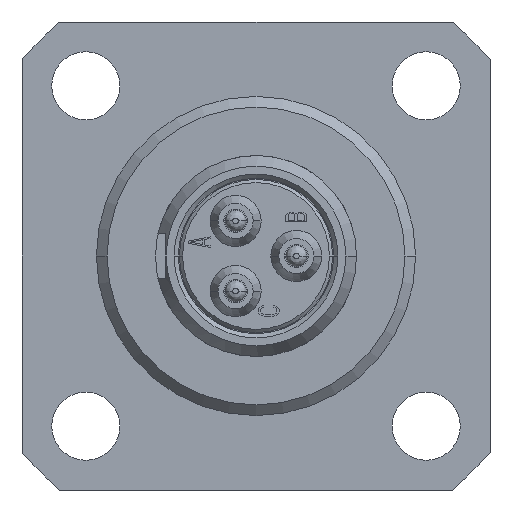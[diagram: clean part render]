
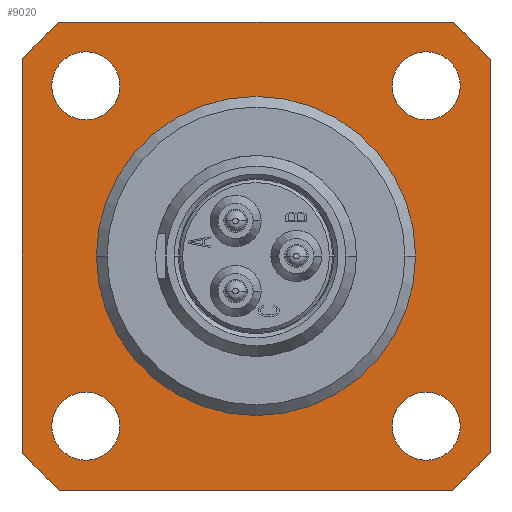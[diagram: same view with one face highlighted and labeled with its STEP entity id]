
A CAD part, left-side view. The second image highlights one B-rep face of the part: STEP entity #9020.
In plain terms, the highlighted planar face has unit normal (-1, 0, 0).
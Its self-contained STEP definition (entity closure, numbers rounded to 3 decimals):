
#350=CARTESIAN_POINT('',(-0.5,0.,0.));
#351=DIRECTION('',(1.,0.,0.));
#352=DIRECTION('',(0.,1.,0.));
#353=AXIS2_PLACEMENT_3D('',#350,#351,#352);
#363=CARTESIAN_POINT('',(-0.5,0.,0.));
#364=DIRECTION('',(1.,0.,0.));
#365=DIRECTION('',(0.,-1.,0.));
#366=AXIS2_PLACEMENT_3D('',#363,#364,#365);
#368=DIRECTION('',(0.,1.,0.));
#369=VECTOR('',#368,18.431);
#370=CARTESIAN_POINT('',(-0.5,-9.215,11.));
#371=LINE('897',#370,#369);
#372=CARTESIAN_POINT('',(-0.5,0.,0.));
#373=DIRECTION('',(1.,0.,0.));
#374=DIRECTION('',(0.,-0.642,0.767));
#375=AXIS2_PLACEMENT_3D('',#372,#373,#374);
#377=DIRECTION('',(0.,0.,1.));
#378=VECTOR('',#377,18.431);
#379=CARTESIAN_POINT('',(-0.5,-11.,-9.215));
#380=LINE('898',#379,#378);
#381=CARTESIAN_POINT('',(-0.5,0.,0.));
#382=DIRECTION('',(1.,0.,0.));
#383=DIRECTION('',(0.,-0.767,-0.642));
#384=AXIS2_PLACEMENT_3D('',#381,#382,#383);
#386=DIRECTION('',(0.,-1.,0.));
#387=VECTOR('',#386,18.431);
#388=CARTESIAN_POINT('',(-0.5,9.215,-11.));
#389=LINE('899',#388,#387);
#390=CARTESIAN_POINT('',(-0.5,0.,0.));
#391=DIRECTION('',(1.,0.,0.));
#392=DIRECTION('',(0.,0.642,-0.767));
#393=AXIS2_PLACEMENT_3D('',#390,#391,#392);
#395=DIRECTION('',(0.,0.,-1.));
#396=VECTOR('',#395,18.431);
#397=CARTESIAN_POINT('',(-0.5,11.,9.215));
#398=LINE('900',#397,#396);
#399=CARTESIAN_POINT('',(-0.5,0.,0.));
#400=DIRECTION('',(1.,0.,0.));
#401=DIRECTION('',(0.,0.767,0.642));
#402=AXIS2_PLACEMENT_3D('',#399,#400,#401);
#404=CARTESIAN_POINT('',(-0.5,8.,-8.));
#405=DIRECTION('',(-1.,0.,0.));
#406=DIRECTION('',(0.,0.,-1.));
#407=AXIS2_PLACEMENT_3D('',#404,#405,#406);
#409=CARTESIAN_POINT('',(-0.5,8.,-8.));
#410=DIRECTION('',(-1.,0.,0.));
#411=DIRECTION('',(0.,0.,1.));
#412=AXIS2_PLACEMENT_3D('',#409,#410,#411);
#414=CARTESIAN_POINT('',(-0.5,8.,8.));
#415=DIRECTION('',(-1.,0.,0.));
#416=DIRECTION('',(0.,0.,-1.));
#417=AXIS2_PLACEMENT_3D('',#414,#415,#416);
#419=CARTESIAN_POINT('',(-0.5,8.,8.));
#420=DIRECTION('',(-1.,0.,0.));
#421=DIRECTION('',(0.,0.,1.));
#422=AXIS2_PLACEMENT_3D('',#419,#420,#421);
#424=CARTESIAN_POINT('',(-0.5,-8.,-8.));
#425=DIRECTION('',(-1.,0.,0.));
#426=DIRECTION('',(0.,0.,-1.));
#427=AXIS2_PLACEMENT_3D('',#424,#425,#426);
#429=CARTESIAN_POINT('',(-0.5,-8.,-8.));
#430=DIRECTION('',(-1.,0.,0.));
#431=DIRECTION('',(0.,0.,1.));
#432=AXIS2_PLACEMENT_3D('',#429,#430,#431);
#434=CARTESIAN_POINT('',(-0.5,-8.,8.));
#435=DIRECTION('',(-1.,0.,0.));
#436=DIRECTION('',(0.,0.,-1.));
#437=AXIS2_PLACEMENT_3D('',#434,#435,#436);
#439=CARTESIAN_POINT('',(-0.5,-8.,8.));
#440=DIRECTION('',(-1.,0.,0.));
#441=DIRECTION('',(0.,0.,1.));
#442=AXIS2_PLACEMENT_3D('',#439,#440,#441);
#6793=CARTESIAN_POINT('',(-0.5,7.5,0.));
#6794=VERTEX_POINT('',#6793);
#6795=CARTESIAN_POINT('',(-0.5,-7.5,0.));
#6796=VERTEX_POINT('',#6795);
#6813=CARTESIAN_POINT('',(-0.5,8.,-9.6));
#6814=CARTESIAN_POINT('',(-0.5,8.,-6.4));
#6815=VERTEX_POINT('',#6813);
#6816=VERTEX_POINT('',#6814);
#6817=CARTESIAN_POINT('',(-0.5,8.,6.4));
#6818=CARTESIAN_POINT('',(-0.5,8.,9.6));
#6819=VERTEX_POINT('',#6817);
#6820=VERTEX_POINT('',#6818);
#6821=CARTESIAN_POINT('',(-0.5,-8.,-9.6));
#6822=CARTESIAN_POINT('',(-0.5,-8.,-6.4));
#6823=VERTEX_POINT('',#6821);
#6824=VERTEX_POINT('',#6822);
#6825=CARTESIAN_POINT('',(-0.5,-8.,6.4));
#6826=CARTESIAN_POINT('',(-0.5,-8.,9.6));
#6827=VERTEX_POINT('',#6825);
#6828=VERTEX_POINT('',#6826);
#6937=CARTESIAN_POINT('',(-0.5,-9.215,11.));
#6938=CARTESIAN_POINT('',(-0.5,9.215,11.));
#6939=VERTEX_POINT('',#6937);
#6940=VERTEX_POINT('',#6938);
#6941=CARTESIAN_POINT('',(-0.5,-11.,-9.215));
#6942=CARTESIAN_POINT('',(-0.5,-11.,9.215));
#6943=VERTEX_POINT('',#6941);
#6944=VERTEX_POINT('',#6942);
#6945=CARTESIAN_POINT('',(-0.5,9.215,-11.));
#6946=CARTESIAN_POINT('',(-0.5,-9.215,-11.));
#6947=VERTEX_POINT('',#6945);
#6948=VERTEX_POINT('',#6946);
#6949=CARTESIAN_POINT('',(-0.5,11.,9.215));
#6950=CARTESIAN_POINT('',(-0.5,11.,-9.215));
#6951=VERTEX_POINT('',#6949);
#6952=VERTEX_POINT('',#6950);
#8969=CARTESIAN_POINT('',(-0.5,0.,0.));
#8970=DIRECTION('',(1.,0.,0.));
#8971=DIRECTION('',(0.,0.,-1.));
#8972=AXIS2_PLACEMENT_3D('',#8969,#8970,#8971);
#8973=PLANE('289',#8972);
#8975=ORIENTED_EDGE('897',*,*,#8974,.F.);
#8977=ORIENTED_EDGE('949',*,*,#8976,.T.);
#8979=ORIENTED_EDGE('898',*,*,#8978,.F.);
#8981=ORIENTED_EDGE('948',*,*,#8980,.T.);
#8983=ORIENTED_EDGE('899',*,*,#8982,.F.);
#8985=ORIENTED_EDGE('947',*,*,#8984,.T.);
#8987=ORIENTED_EDGE('900',*,*,#8986,.F.);
#8989=ORIENTED_EDGE('936',*,*,#8988,.T.);
#8990=EDGE_LOOP('289',(#8975,#8977,#8979,#8981,#8983,#8985,#8987,#8989));
#8991=FACE_OUTER_BOUND('289',#8990,.F.);
#8993=ORIENTED_EDGE('801',*,*,#8992,.T.);
#8995=ORIENTED_EDGE('802',*,*,#8994,.T.);
#8996=EDGE_LOOP('289',(#8993,#8995));
#8997=FACE_BOUND('289',#8996,.F.);
#8999=ORIENTED_EDGE('803',*,*,#8998,.T.);
#9001=ORIENTED_EDGE('804',*,*,#9000,.T.);
#9002=EDGE_LOOP('289',(#8999,#9001));
#9003=FACE_BOUND('289',#9002,.F.);
#9005=ORIENTED_EDGE('805',*,*,#9004,.T.);
#9007=ORIENTED_EDGE('806',*,*,#9006,.T.);
#9008=EDGE_LOOP('289',(#9005,#9007));
#9009=FACE_BOUND('289',#9008,.F.);
#9011=ORIENTED_EDGE('807',*,*,#9010,.T.);
#9013=ORIENTED_EDGE('808',*,*,#9012,.T.);
#9014=EDGE_LOOP('289',(#9011,#9013));
#9015=FACE_BOUND('289',#9014,.F.);
#9016=ORIENTED_EDGE('791',*,*,#8934,.F.);
#9017=ORIENTED_EDGE('792',*,*,#8957,.F.);
#9018=EDGE_LOOP('289',(#9016,#9017));
#9019=FACE_BOUND('289',#9018,.F.);
#354=CIRCLE('791',#353,7.5);
#367=CIRCLE('792',#366,7.5);
#376=CIRCLE('949',#375,14.35);
#385=CIRCLE('948',#384,14.35);
#394=CIRCLE('947',#393,14.35);
#403=CIRCLE('936',#402,14.35);
#408=CIRCLE('801',#407,1.6);
#413=CIRCLE('802',#412,1.6);
#418=CIRCLE('803',#417,1.6);
#423=CIRCLE('804',#422,1.6);
#428=CIRCLE('805',#427,1.6);
#433=CIRCLE('806',#432,1.6);
#438=CIRCLE('807',#437,1.6);
#443=CIRCLE('808',#442,1.6);
#8934=EDGE_CURVE('791',#6794,#6796,#354,.T.);
#8957=EDGE_CURVE('792',#6796,#6794,#367,.T.);
#8974=EDGE_CURVE('897',#6939,#6940,#371,.T.);
#8976=EDGE_CURVE('949',#6939,#6944,#376,.T.);
#8978=EDGE_CURVE('898',#6943,#6944,#380,.T.);
#8980=EDGE_CURVE('948',#6943,#6948,#385,.T.);
#8982=EDGE_CURVE('899',#6947,#6948,#389,.T.);
#8984=EDGE_CURVE('947',#6947,#6952,#394,.T.);
#8986=EDGE_CURVE('900',#6951,#6952,#398,.T.);
#8988=EDGE_CURVE('936',#6951,#6940,#403,.T.);
#8992=EDGE_CURVE('801',#6815,#6816,#408,.T.);
#8994=EDGE_CURVE('802',#6816,#6815,#413,.T.);
#8998=EDGE_CURVE('803',#6819,#6820,#418,.T.);
#9000=EDGE_CURVE('804',#6820,#6819,#423,.T.);
#9004=EDGE_CURVE('805',#6823,#6824,#428,.T.);
#9006=EDGE_CURVE('806',#6824,#6823,#433,.T.);
#9010=EDGE_CURVE('807',#6827,#6828,#438,.T.);
#9012=EDGE_CURVE('808',#6828,#6827,#443,.T.);
#9020=ADVANCED_FACE('289',(#8991,#8997,#9003,#9009,#9015,#9019),#8973,.F.);
